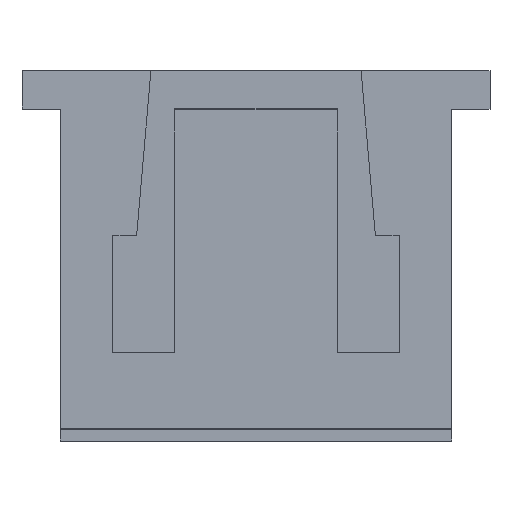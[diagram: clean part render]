
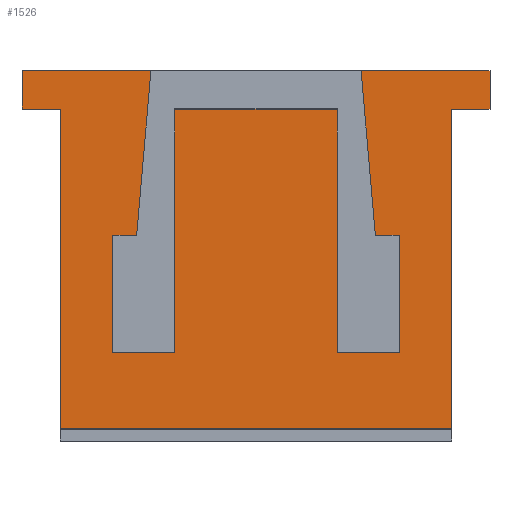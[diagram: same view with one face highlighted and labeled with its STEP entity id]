
A CAD part, top view. The second image highlights one B-rep face of the part: STEP entity #1526.
In plain terms, the highlighted planar face has unit normal (0, 0, 1).
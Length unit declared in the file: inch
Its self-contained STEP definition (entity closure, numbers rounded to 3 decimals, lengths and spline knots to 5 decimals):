
#27=PLANE('',#1630);
#111=FACE_OUTER_BOUND('',#195,.T.);
#195=EDGE_LOOP('',(#1094,#1095,#1096,#1097,#1098,#1099,#1100,#1101,#1102,
#1103,#1104,#1105,#1106,#1107,#1108,#1109,#1110,#1111,#1112,#1113));
#285=LINE('',#2128,#498);
#286=LINE('',#2130,#499);
#287=LINE('',#2132,#500);
#288=LINE('',#2134,#501);
#289=LINE('',#2136,#502);
#290=LINE('',#2138,#503);
#291=LINE('',#2140,#504);
#292=LINE('',#2142,#505);
#293=LINE('',#2144,#506);
#294=LINE('',#2146,#507);
#295=LINE('',#2148,#508);
#296=LINE('',#2150,#509);
#297=LINE('',#2152,#510);
#298=LINE('',#2154,#511);
#299=LINE('',#2156,#512);
#300=LINE('',#2158,#513);
#301=LINE('',#2160,#514);
#302=LINE('',#2162,#515);
#303=LINE('',#2164,#516);
#304=LINE('',#2165,#517);
#498=VECTOR('',#1739,39.37008);
#499=VECTOR('',#1740,39.37008);
#500=VECTOR('',#1741,39.37008);
#501=VECTOR('',#1742,39.37008);
#502=VECTOR('',#1743,39.37008);
#503=VECTOR('',#1744,39.37008);
#504=VECTOR('',#1745,39.37008);
#505=VECTOR('',#1746,39.37008);
#506=VECTOR('',#1747,39.37008);
#507=VECTOR('',#1748,39.37008);
#508=VECTOR('',#1749,39.37008);
#509=VECTOR('',#1750,39.37008);
#510=VECTOR('',#1751,39.37008);
#511=VECTOR('',#1752,39.37008);
#512=VECTOR('',#1753,39.37008);
#513=VECTOR('',#1754,39.37008);
#514=VECTOR('',#1755,39.37008);
#515=VECTOR('',#1756,39.37008);
#516=VECTOR('',#1757,39.37008);
#517=VECTOR('',#1758,39.37008);
#720=VERTEX_POINT('',#2126);
#721=VERTEX_POINT('',#2127);
#722=VERTEX_POINT('',#2129);
#723=VERTEX_POINT('',#2131);
#724=VERTEX_POINT('',#2133);
#725=VERTEX_POINT('',#2135);
#726=VERTEX_POINT('',#2137);
#727=VERTEX_POINT('',#2139);
#728=VERTEX_POINT('',#2141);
#729=VERTEX_POINT('',#2143);
#730=VERTEX_POINT('',#2145);
#731=VERTEX_POINT('',#2147);
#732=VERTEX_POINT('',#2149);
#733=VERTEX_POINT('',#2151);
#734=VERTEX_POINT('',#2153);
#735=VERTEX_POINT('',#2155);
#736=VERTEX_POINT('',#2157);
#737=VERTEX_POINT('',#2159);
#738=VERTEX_POINT('',#2161);
#739=VERTEX_POINT('',#2163);
#869=EDGE_CURVE('',#720,#721,#285,.T.);
#870=EDGE_CURVE('',#721,#722,#286,.T.);
#871=EDGE_CURVE('',#722,#723,#287,.T.);
#872=EDGE_CURVE('',#723,#724,#288,.T.);
#873=EDGE_CURVE('',#724,#725,#289,.T.);
#874=EDGE_CURVE('',#725,#726,#290,.T.);
#875=EDGE_CURVE('',#726,#727,#291,.T.);
#876=EDGE_CURVE('',#727,#728,#292,.T.);
#877=EDGE_CURVE('',#728,#729,#293,.T.);
#878=EDGE_CURVE('',#729,#730,#294,.T.);
#879=EDGE_CURVE('',#730,#731,#295,.T.);
#880=EDGE_CURVE('',#731,#732,#296,.T.);
#881=EDGE_CURVE('',#732,#733,#297,.T.);
#882=EDGE_CURVE('',#733,#734,#298,.T.);
#883=EDGE_CURVE('',#734,#735,#299,.T.);
#884=EDGE_CURVE('',#735,#736,#300,.T.);
#885=EDGE_CURVE('',#736,#737,#301,.T.);
#886=EDGE_CURVE('',#737,#738,#302,.T.);
#887=EDGE_CURVE('',#738,#739,#303,.T.);
#888=EDGE_CURVE('',#720,#739,#304,.T.);
#1094=ORIENTED_EDGE('',*,*,#869,.T.);
#1095=ORIENTED_EDGE('',*,*,#870,.T.);
#1096=ORIENTED_EDGE('',*,*,#871,.T.);
#1097=ORIENTED_EDGE('',*,*,#872,.T.);
#1098=ORIENTED_EDGE('',*,*,#873,.T.);
#1099=ORIENTED_EDGE('',*,*,#874,.T.);
#1100=ORIENTED_EDGE('',*,*,#875,.T.);
#1101=ORIENTED_EDGE('',*,*,#876,.T.);
#1102=ORIENTED_EDGE('',*,*,#877,.T.);
#1103=ORIENTED_EDGE('',*,*,#878,.T.);
#1104=ORIENTED_EDGE('',*,*,#879,.T.);
#1105=ORIENTED_EDGE('',*,*,#880,.T.);
#1106=ORIENTED_EDGE('',*,*,#881,.T.);
#1107=ORIENTED_EDGE('',*,*,#882,.T.);
#1108=ORIENTED_EDGE('',*,*,#883,.T.);
#1109=ORIENTED_EDGE('',*,*,#884,.T.);
#1110=ORIENTED_EDGE('',*,*,#885,.T.);
#1111=ORIENTED_EDGE('',*,*,#886,.T.);
#1112=ORIENTED_EDGE('',*,*,#887,.T.);
#1113=ORIENTED_EDGE('',*,*,#888,.F.);
#1526=ADVANCED_FACE('',(#111),#27,.T.);
#1630=AXIS2_PLACEMENT_3D('',#2125,#1737,#1738);
#1737=DIRECTION('center_axis',(0.,0.,1.));
#1738=DIRECTION('ref_axis',(1.,0.,0.));
#1739=DIRECTION('',(1.,0.,0.));
#1740=DIRECTION('',(0.,-1.,0.));
#1741=DIRECTION('',(1.,0.,0.));
#1742=DIRECTION('',(0.,1.,0.));
#1743=DIRECTION('',(1.,0.,0.));
#1744=DIRECTION('',(0.,1.,0.));
#1745=DIRECTION('',(-1.,0.,0.));
#1746=DIRECTION('',(0.087,-0.996,0.));
#1747=DIRECTION('',(1.,0.,0.));
#1748=DIRECTION('',(0.,-1.,0.));
#1749=DIRECTION('',(-1.,0.,0.));
#1750=DIRECTION('',(0.,1.,0.));
#1751=DIRECTION('',(-1.,0.,0.));
#1752=DIRECTION('',(0.,-1.,0.));
#1753=DIRECTION('',(-1.,0.,0.));
#1754=DIRECTION('',(0.,1.,0.));
#1755=DIRECTION('',(1.,0.,0.));
#1756=DIRECTION('',(0.087,0.996,0.));
#1757=DIRECTION('',(-1.,0.,0.));
#1758=DIRECTION('',(0.,1.,0.));
#2125=CARTESIAN_POINT('Origin',(-0.16142,-0.15256,0.19291));
#2126=CARTESIAN_POINT('',(-0.19291,0.12106,0.19291));
#2127=CARTESIAN_POINT('',(-0.16142,0.12106,0.19291));
#2128=CARTESIAN_POINT('',(-0.19291,0.12106,0.19291));
#2129=CARTESIAN_POINT('',(-0.16142,-0.14272,0.19291));
#2130=CARTESIAN_POINT('',(-0.16142,-0.15256,0.19291));
#2131=CARTESIAN_POINT('',(0.16142,-0.14272,0.19291));
#2132=CARTESIAN_POINT('',(-0.16142,-0.14272,0.19291));
#2133=CARTESIAN_POINT('',(0.16142,0.12106,0.19291));
#2134=CARTESIAN_POINT('',(0.16142,-0.15256,0.19291));
#2135=CARTESIAN_POINT('',(0.19291,0.12106,0.19291));
#2136=CARTESIAN_POINT('',(-0.19291,0.12106,0.19291));
#2137=CARTESIAN_POINT('',(0.19291,0.15256,0.19291));
#2138=CARTESIAN_POINT('',(0.19291,0.15256,0.19291));
#2139=CARTESIAN_POINT('',(0.08661,0.15256,0.19291));
#2140=CARTESIAN_POINT('',(-0.16142,0.15256,0.19291));
#2141=CARTESIAN_POINT('',(0.09843,0.01673,0.19291));
#2142=CARTESIAN_POINT('',(0.08661,0.15256,0.19291));
#2143=CARTESIAN_POINT('',(0.11811,0.01673,0.19291));
#2144=CARTESIAN_POINT('',(-0.16142,0.01673,0.19291));
#2145=CARTESIAN_POINT('',(0.11811,-0.07972,0.19291));
#2146=CARTESIAN_POINT('',(0.11811,-0.15256,0.19291));
#2147=CARTESIAN_POINT('',(0.06693,-0.07972,0.19291));
#2148=CARTESIAN_POINT('',(-0.16142,-0.07972,0.19291));
#2149=CARTESIAN_POINT('',(0.06693,0.12106,0.19291));
#2150=CARTESIAN_POINT('',(0.06693,-0.15256,0.19291));
#2151=CARTESIAN_POINT('',(-0.06693,0.12106,0.19291));
#2152=CARTESIAN_POINT('',(-0.16142,0.12106,0.19291));
#2153=CARTESIAN_POINT('',(-0.06693,-0.07972,0.19291));
#2154=CARTESIAN_POINT('',(-0.06693,-0.15256,0.19291));
#2155=CARTESIAN_POINT('',(-0.11811,-0.07972,0.19291));
#2156=CARTESIAN_POINT('',(-0.16142,-0.07972,0.19291));
#2157=CARTESIAN_POINT('',(-0.11811,0.01673,0.19291));
#2158=CARTESIAN_POINT('',(-0.11811,-0.15256,0.19291));
#2159=CARTESIAN_POINT('',(-0.09843,0.01673,0.19291));
#2160=CARTESIAN_POINT('',(-0.16142,0.01673,0.19291));
#2161=CARTESIAN_POINT('',(-0.08661,0.15256,0.19291));
#2162=CARTESIAN_POINT('',(-0.09843,0.01673,0.19291));
#2163=CARTESIAN_POINT('',(-0.19291,0.15256,0.19291));
#2164=CARTESIAN_POINT('',(-0.16142,0.15256,0.19291));
#2165=CARTESIAN_POINT('',(-0.19291,0.12106,0.19291));
